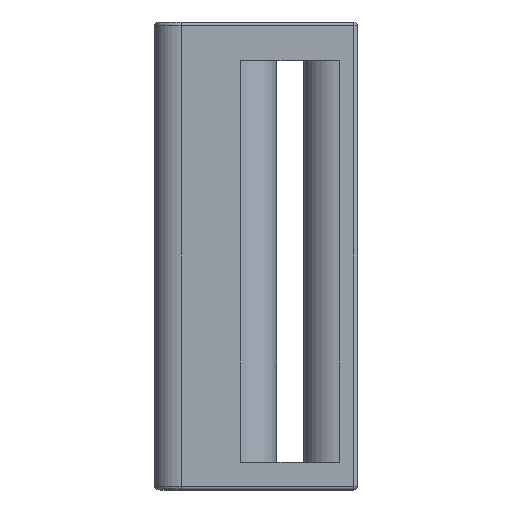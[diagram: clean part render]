
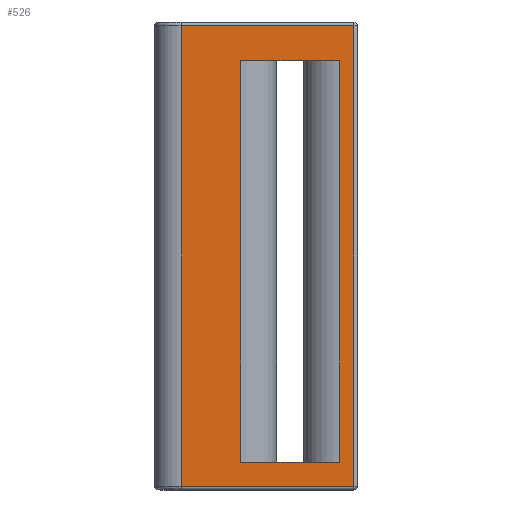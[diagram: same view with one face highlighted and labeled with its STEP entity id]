
A CAD part, left-side view. The second image highlights one B-rep face of the part: STEP entity #526.
In plain terms, the highlighted planar face has unit normal (-1, 0, 0).
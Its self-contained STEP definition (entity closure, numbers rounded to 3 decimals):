
#154 = VECTOR ( 'NONE', #602, 1000. ) ;
#162 = ORIENTED_EDGE ( 'NONE', *, *, #401, .F. ) ;
#216 = AXIS2_PLACEMENT_3D ( 'NONE', #1238, #412, #2497 ) ;
#217 = ORIENTED_EDGE ( 'NONE', *, *, #1528, .F. ) ;
#219 = LINE ( 'NONE', #406, #154 ) ;
#322 = VERTEX_POINT ( 'NONE', #2086 ) ;
#356 = CARTESIAN_POINT ( 'NONE',  ( -65.621, 0.287, 33.685 ) ) ;
#360 = VECTOR ( 'NONE', #1345, 1000. ) ;
#364 = EDGE_CURVE ( 'NONE', #2071, #810, #219, .T. ) ;
#401 = EDGE_CURVE ( 'NONE', #810, #420, #869, .T. ) ;
#406 = CARTESIAN_POINT ( 'NONE',  ( -65.621, -0.513, 33.685 ) ) ;
#410 = VECTOR ( 'NONE', #875, 1000. ) ;
#412 = DIRECTION ( 'NONE',  ( 1., 0., 0. ) ) ;
#420 = VERTEX_POINT ( 'NONE', #636 ) ;
#440 = LINE ( 'NONE', #1327, #410 ) ;
#476 = CARTESIAN_POINT ( 'NONE',  ( -65.621, 9.087, 59.485 ) ) ;
#526 = ADVANCED_FACE ( 'NONE', ( #2025, #1384 ), #2740, .F. ) ;
#541 = VERTEX_POINT ( 'NONE', #1287 ) ;
#557 = DIRECTION ( 'NONE',  ( 0., 1., 0. ) ) ;
#602 = DIRECTION ( 'NONE',  ( 0., 0., -1. ) ) ;
#636 = CARTESIAN_POINT ( 'NONE',  ( -65.621, 9.087, 33.885 ) ) ;
#644 = LINE ( 'NONE', #1509, #360 ) ;
#688 = VECTOR ( 'NONE', #1332, 1000. ) ;
#745 = CARTESIAN_POINT ( 'NONE',  ( -65.621, 5.787, 57.535 ) ) ;
#810 = VERTEX_POINT ( 'NONE', #2556 ) ;
#869 = LINE ( 'NONE', #2558, #2417 ) ;
#875 = DIRECTION ( 'NONE',  ( 0., -1., 0. ) ) ;
#1073 = ORIENTED_EDGE ( 'NONE', *, *, #364, .F. ) ;
#1154 = EDGE_LOOP ( 'NONE', ( #2669, #2290, #2382, #1506 ) ) ;
#1190 = DIRECTION ( 'NONE',  ( 0., 0., 1. ) ) ;
#1213 = VERTEX_POINT ( 'NONE', #745 ) ;
#1232 = ORIENTED_EDGE ( 'NONE', *, *, #2118, .F. ) ;
#1238 = CARTESIAN_POINT ( 'NONE',  ( -65.621, 10.587, 33.685 ) ) ;
#1239 = CARTESIAN_POINT ( 'NONE',  ( -65.621, 10.587, 35.235 ) ) ;
#1265 = EDGE_CURVE ( 'NONE', #541, #1457, #1475, .T. ) ;
#1287 = CARTESIAN_POINT ( 'NONE',  ( -65.621, 5.787, 35.235 ) ) ;
#1327 = CARTESIAN_POINT ( 'NONE',  ( -65.621, 10.587, 59.485 ) ) ;
#1332 = DIRECTION ( 'NONE',  ( 0., 0., -1. ) ) ;
#1345 = DIRECTION ( 'NONE',  ( 0., 0., 1. ) ) ;
#1384 = FACE_BOUND ( 'NONE', #1154, .T. ) ;
#1444 = CARTESIAN_POINT ( 'NONE',  ( -65.621, 0.287, 35.235 ) ) ;
#1457 = VERTEX_POINT ( 'NONE', #1444 ) ;
#1458 = DIRECTION ( 'NONE',  ( 0., 1., 0. ) ) ;
#1475 = LINE ( 'NONE', #1239, #2710 ) ;
#1506 = ORIENTED_EDGE ( 'NONE', *, *, #1982, .F. ) ;
#1509 = CARTESIAN_POINT ( 'NONE',  ( -65.621, 9.087, 33.685 ) ) ;
#1513 = CARTESIAN_POINT ( 'NONE',  ( -65.621, -0.513, 59.485 ) ) ;
#1528 = EDGE_CURVE ( 'NONE', #420, #1902, #644, .T. ) ;
#1620 = DIRECTION ( 'NONE',  ( 0., -1., 0. ) ) ;
#1672 = EDGE_CURVE ( 'NONE', #1213, #541, #1712, .T. ) ;
#1712 = LINE ( 'NONE', #2162, #688 ) ;
#1902 = VERTEX_POINT ( 'NONE', #476 ) ;
#1980 = EDGE_LOOP ( 'NONE', ( #162, #1073, #1232, #217 ) ) ;
#1982 = EDGE_CURVE ( 'NONE', #1457, #322, #2673, .T. ) ;
#1988 = VECTOR ( 'NONE', #1190, 1000. ) ;
#2025 = FACE_OUTER_BOUND ( 'NONE', #1980, .T. ) ;
#2070 = LINE ( 'NONE', #2693, #2113 ) ;
#2071 = VERTEX_POINT ( 'NONE', #1513 ) ;
#2086 = CARTESIAN_POINT ( 'NONE',  ( -65.621, 0.287, 57.535 ) ) ;
#2113 = VECTOR ( 'NONE', #557, 1000. ) ;
#2118 = EDGE_CURVE ( 'NONE', #1902, #2071, #440, .T. ) ;
#2162 = CARTESIAN_POINT ( 'NONE',  ( -65.621, 5.787, 33.685 ) ) ;
#2290 = ORIENTED_EDGE ( 'NONE', *, *, #1672, .F. ) ;
#2382 = ORIENTED_EDGE ( 'NONE', *, *, #2561, .F. ) ;
#2417 = VECTOR ( 'NONE', #1458, 1000. ) ;
#2497 = DIRECTION ( 'NONE',  ( 0., 0., -1. ) ) ;
#2556 = CARTESIAN_POINT ( 'NONE',  ( -65.621, -0.513, 33.885 ) ) ;
#2558 = CARTESIAN_POINT ( 'NONE',  ( -65.621, 10.587, 33.885 ) ) ;
#2561 = EDGE_CURVE ( 'NONE', #322, #1213, #2070, .T. ) ;
#2669 = ORIENTED_EDGE ( 'NONE', *, *, #1265, .F. ) ;
#2673 = LINE ( 'NONE', #356, #1988 ) ;
#2693 = CARTESIAN_POINT ( 'NONE',  ( -65.621, 10.587, 57.535 ) ) ;
#2710 = VECTOR ( 'NONE', #1620, 1000. ) ;
#2740 = PLANE ( 'NONE',  #216 ) ;
